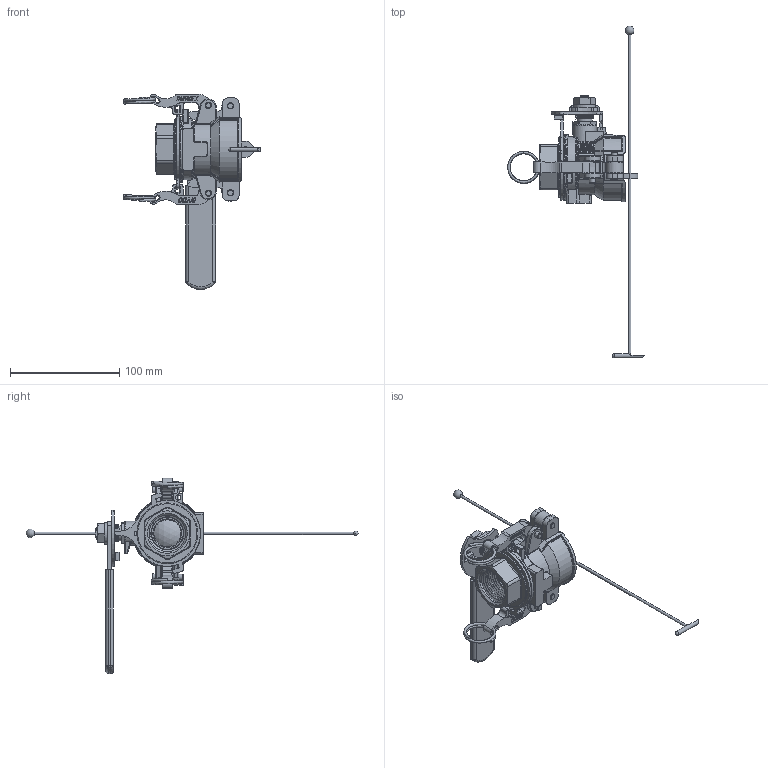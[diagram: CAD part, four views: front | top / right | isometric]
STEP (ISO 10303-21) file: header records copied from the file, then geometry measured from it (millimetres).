
FILE_DESCRIPTION(/* description */ ('PIN'),/* implementation_level */ '2;1');
FILE_NAME(/* name */ 'DM100DSST.stp',/* time_stamp */ '2015-10-13T15:30:54-04:00',/* author */ ('mclevenger'),/* organization */ (''),/* preprocessor_version */ 'ST-DEVELOPER v15.6',/* originating_system */ 'Autodesk Inventor 2015',/* authorisation */ '');
FILE_SCHEMA (('AUTOMOTIVE_DESIGN { 1 0 10303 214 3 1 1 }'));
Products named in the file (31): 100P; DM10151SS; DM10281; V20207A; VSS10020; VSS10021; VSS10060; VSS10159; VSS10160F; VSS10160M; VSS10204; VSS10255; VSS10258; 100RING; DM100KX; DM100K; DM10254FSSX; DM10254FSS; DM10154SS; DM10153FSS; DM10296; DM10289SS; DM10288SS; DM10258; DM10256SS; DM10312; DM10311; DM10314; DM10300; DM100PL; DM100DSST
Assembly tree (36 placements, depth 3):
  DM100DSST
    100P  x2
    DM10151SS
    DM10281  x2
    V20207A
    VSS10020
    VSS10021
    VSS10060
    VSS10159
    VSS10160F
    VSS10160M
    VSS10204
    VSS10255
    VSS10258
    DM100K  x2
      100RING
      DM100KX
    DM10254FSS
      DM10254FSSX
    DM10154SS
    DM10153FSS
    DM10296
    DM10289SS
    DM10288SS
    DM10258
    DM10256SS
    DM100PL
      DM10312
      100P  x2
      DM10311
      DM10314
      DM10300  x2
Bounding box: 125.36 x 304.4 x 179.01 mm (x, y, z)
Volume: 200428.1 mm3; surface area: 130101.4 mm2
Topology: 38 solids, 38 shells, 2858 faces, 7297 edges, 4712 vertices
Faces by surface type: plane 1312, bspline 705, cylinder 592, cone 115, torus 84, sphere 50
Full cylindrical faces by diameter (mm): 0.254 x2, 2.381 x1, 3.175 x3, 3.969 x1, 4.762 x1, 4.775 x1, 5.512 x4, 5.537 x4, 5.563 x4, 5.588 x3, 5.715 x2, 5.791 x2, 6.223 x4, 9.728 x1, 10.973 x2, 11.024 x1, 11.125 x1, 11.227 x1, 11.836 x1, 13.655 x2, 13.97 x1, 14.224 x1, 14.326 x2, 14.351 x1, 14.961 x1, 15.85 x1, 16.256 x1, 21.996 x1, 24.765 x1, 24.892 x1
Entity records: 97108 total; most frequent: CARTESIAN_POINT 40547, ORIENTED_EDGE 12280, DIRECTION 9831, EDGE_CURVE 6138, VERTEX_POINT 4042, AXIS2_PLACEMENT_3D 3298, LINE 3235, VECTOR 3235
